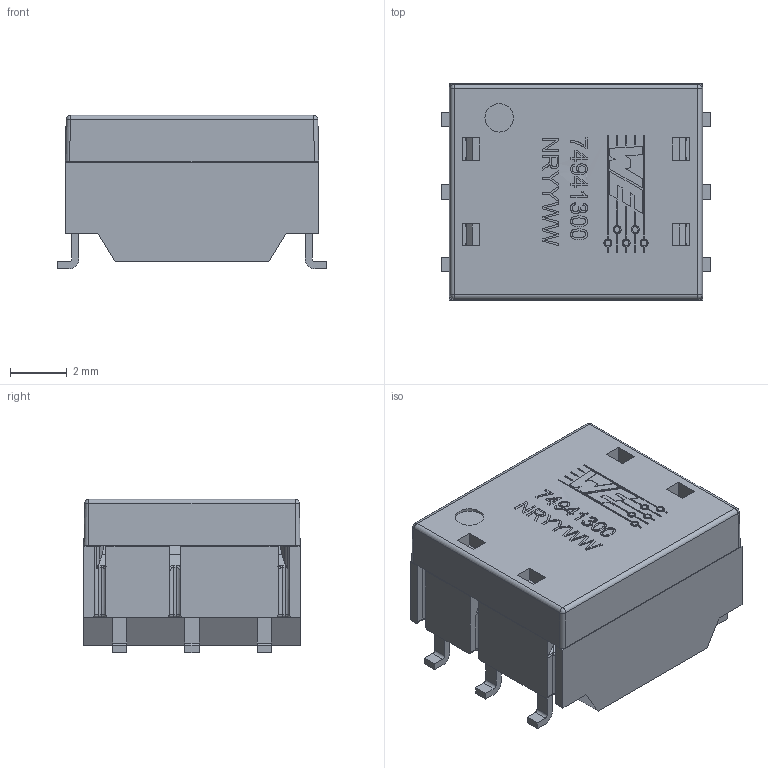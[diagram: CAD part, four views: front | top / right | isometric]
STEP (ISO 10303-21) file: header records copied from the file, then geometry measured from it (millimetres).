
FILE_DESCRIPTION(/* description */ ('Unknown'),/* implementation_level */ '2;1');
FILE_NAME(/* name */ 'T_Wurth_WE-BMS_74941300',/* time_stamp */ '2025-09-09T17:38:06+08:00',/* author */ ('Unknown'),/* organization */ ('Unknown'),/* preprocessor_version */ 'ST-DEVELOPER v19.4',/* originating_system */ 'Solid Edge',/* authorisation */ 'Unknown');
FILE_SCHEMA (('AUTOMOTIVE_DESIGN {1 0 10303 214 3 1 1}'));
Length unit declared in the file: millimetre
Products named in the file (2): T_Wurth_WE-BMS_74941300
Assembly tree (1 placements, depth 2):
  T_Wurth_WE-BMS_74941300
    T_Wurth_WE-BMS_74941300
Bounding box: 9.45 x 7.6 x 5.41 mm (x, y, z)
Volume: 186.9 mm3; surface area: 622.1 mm2
Topology: 6 solids, 7 shells, 569 faces, 1502 edges, 971 vertices
Faces by surface type: plane 408, cylinder 101, bspline 41, torus 13, sphere 6
Full cylindrical faces by diameter (mm): 0.2 x5, 1 x3
Entity records: 22068 total; most frequent: CARTESIAN_POINT 5048, ORIENTED_EDGE 2964, DIRECTION 2232, EDGE_CURVE 1482, VERTEX_POINT 969, LINE 898, VECTOR 898, AXIS2_PLACEMENT_3D 667
